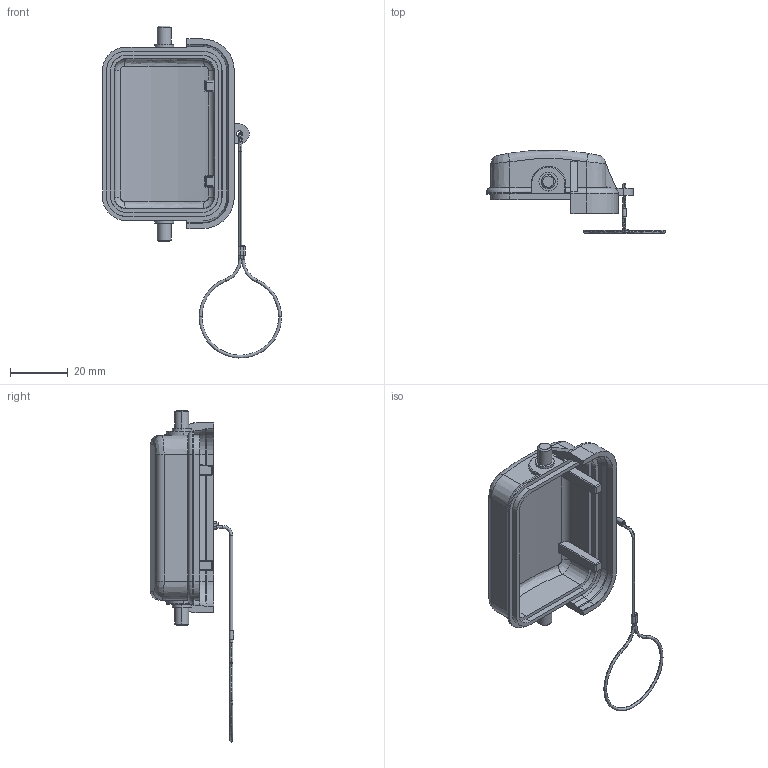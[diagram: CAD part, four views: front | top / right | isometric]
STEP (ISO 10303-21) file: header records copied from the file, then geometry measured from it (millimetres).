
FILE_DESCRIPTION((''),'2;1');
FILE_NAME('3D_1110060108101_H6B-MCV-2B_1_V','2021-11-04T',('mh.wu'),(''),'PRO/ENGINEER BY PARAMETRIC TECHNOLOGY CORPORATION, 2012480','PRO/ENGINEER BY PARAMETRIC TECHNOLOGY CORPORATION, 2012480','');
FILE_SCHEMA(('CONFIG_CONTROL_DESIGN'));
Length unit declared in the file: millimetre
Products named in the file (1): 3D_1110060108101_H6B-MCV-2B_1_V
Bounding box: 61.96 x 28.79 x 114.92 mm (x, y, z)
Volume: 14715 mm3; surface area: 12844.9 mm2
Topology: 1 solids, 1 shells, 253 faces, 625 edges, 381 vertices
Faces by surface type: plane 91, cylinder 85, bspline 33, cone 24, torus 16, sphere 4
Entity records: 8707 total; most frequent: CARTESIAN_POINT 2813, ORIENTED_EDGE 1250, DIRECTION 1197, EDGE_CURVE 625, AXIS2_PLACEMENT_3D 446, VERTEX_POINT 381, VECTOR 305, LINE 305
